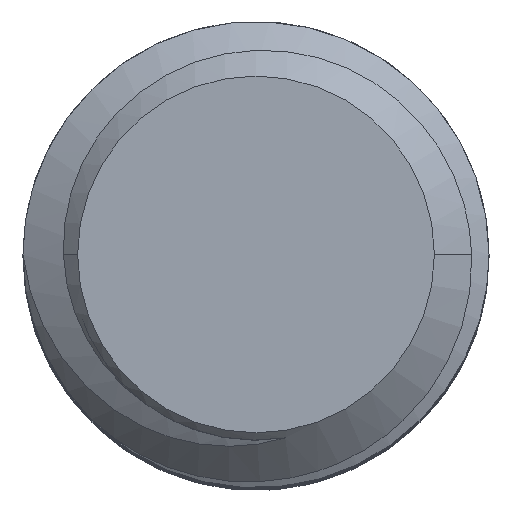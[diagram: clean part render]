
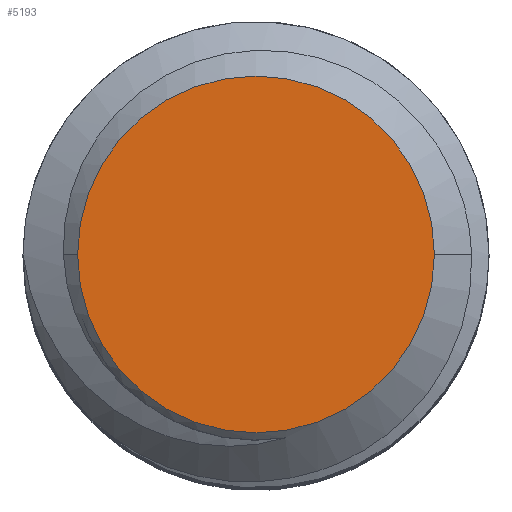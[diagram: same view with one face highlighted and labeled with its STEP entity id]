
A CAD part, top view. The second image highlights one B-rep face of the part: STEP entity #5193.
In plain terms, the highlighted planar face has unit normal (0, 0, 1).
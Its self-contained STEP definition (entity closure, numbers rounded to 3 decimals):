
#17 = EDGE_CURVE ( 'NONE', #3588, #1189, #1238, .T. ) ;
#35 = CARTESIAN_POINT ( 'NONE',  ( 0., 0., 0. ) ) ;
#256 = FACE_OUTER_BOUND ( 'NONE', #1875, .T. ) ;
#1009 = DIRECTION ( 'NONE',  ( 0., 0., 1. ) ) ;
#1189 = VERTEX_POINT ( 'NONE', #1600 ) ;
#1238 = CIRCLE ( 'NONE', #2627, 3.062 ) ;
#1549 = EDGE_CURVE ( 'NONE', #1189, #3588, #5199, .T. ) ;
#1600 = CARTESIAN_POINT ( 'NONE',  ( 3.062, 0., 0. ) ) ;
#1875 = EDGE_LOOP ( 'NONE', ( #5896, #3260 ) ) ;
#2073 = DIRECTION ( 'NONE',  ( 1., 0., 0. ) ) ;
#2449 = DIRECTION ( 'NONE',  ( 1., 0., 0. ) ) ;
#2627 = AXIS2_PLACEMENT_3D ( 'NONE', #4248, #5295, #4342 ) ;
#3260 = ORIENTED_EDGE ( 'NONE', *, *, #1549, .T. ) ;
#3470 = CARTESIAN_POINT ( 'NONE',  ( -3.062, 0., 0. ) ) ;
#3588 = VERTEX_POINT ( 'NONE', #3470 ) ;
#3647 = DIRECTION ( 'NONE',  ( 0., 0., 1. ) ) ;
#3825 = AXIS2_PLACEMENT_3D ( 'NONE', #35, #1009, #2449 ) ;
#4248 = CARTESIAN_POINT ( 'NONE',  ( 0., 0., 0. ) ) ;
#4342 = DIRECTION ( 'NONE',  ( 1., 0., 0. ) ) ;
#4663 = CARTESIAN_POINT ( 'NONE',  ( 0., 0., 0. ) ) ;
#5104 = PLANE ( 'NONE',  #5151 ) ;
#5151 = AXIS2_PLACEMENT_3D ( 'NONE', #4663, #3647, #2073 ) ;
#5193 = ADVANCED_FACE ( 'NONE', ( #256 ), #5104, .T. ) ;
#5199 = CIRCLE ( 'NONE', #3825, 3.062 ) ;
#5295 = DIRECTION ( 'NONE',  ( 0., 0., 1. ) ) ;
#5896 = ORIENTED_EDGE ( 'NONE', *, *, #17, .T. ) ;
